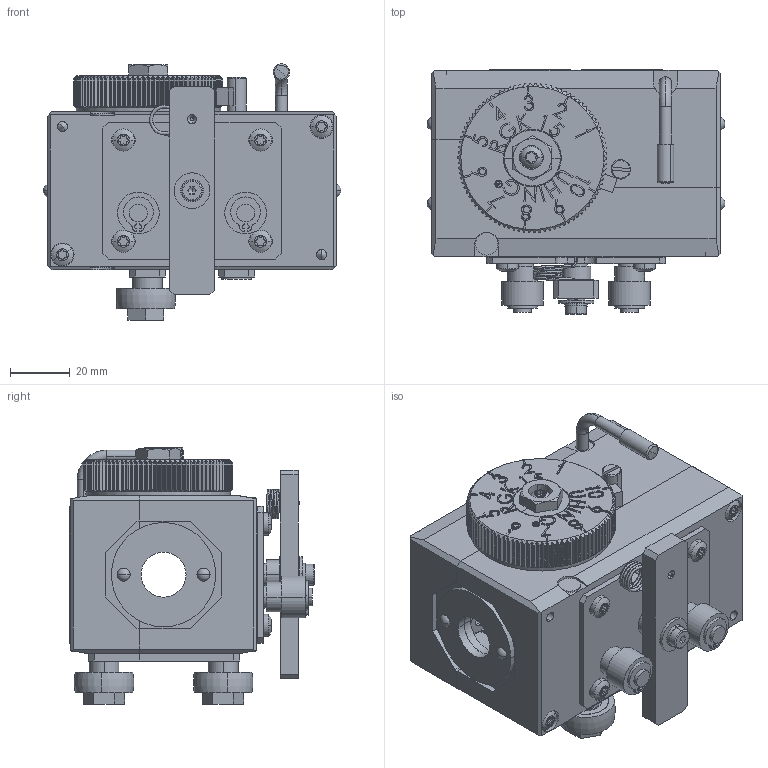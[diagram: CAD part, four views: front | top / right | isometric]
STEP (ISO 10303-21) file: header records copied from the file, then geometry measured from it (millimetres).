
FILE_DESCRIPTION (( 'STEP AP214' ), '1' );
FILE_NAME ('RGK3-15-0MCRF Drehrichtung rechts.STEP', '2019-10-17T11:12:09', ( '' ), ( '' ), 'SwSTEP 2.0', 'SolidWorks 2019', '' );
FILE_SCHEMA (( 'AUTOMOTIVE_DESIGN' ));
Length unit declared in the file: millimetre
Products named in the file (1): RGK3-15-0MCRF Drehrichtung rechts
Bounding box: 100 x 82.1 x 86.1 mm (x, y, z)
Volume: 150793.6 mm3; surface area: 118563.4 mm2
Topology: 61 solids, 61 shells, 4883 faces, 12576 edges, 7947 vertices
Faces by surface type: plane 3050, cylinder 1309, cone 255, bspline 181, sphere 56, torus 32
Entity records: 214686 total; most frequent: CARTESIAN_POINT 43364, ORIENTED_EDGE 25004, DIRECTION 23597, EDGE_CURVE 12502, AXIS2_PLACEMENT_3D 8442, VERTEX_POINT 7905, LINE 6713, VECTOR 6713
